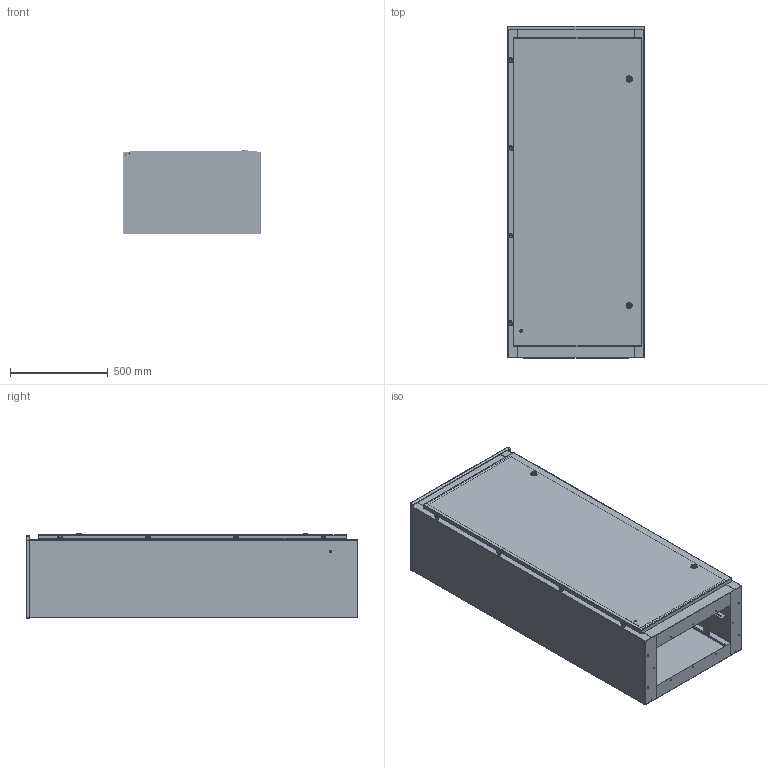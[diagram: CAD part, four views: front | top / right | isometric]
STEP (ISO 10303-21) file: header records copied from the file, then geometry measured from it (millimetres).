
FILE_DESCRIPTION (( 'STEP AP214' ), '1' );
FILE_NAME ('ØÐÑ-3 IP30.STEP', '2020-12-07T13:07:55', ( '' ), ( '' ), 'SwSTEP 2.0', 'SolidWorks 2019', '' );
FILE_SCHEMA (( 'AUTOMOTIVE_DESIGN' ));
Length unit declared in the file: millimetre
Products named in the file (24): Øàéáà êðîâåëüíàÿ 7õ19; ÌÈ-547.01.01.002-Øâåëëåð; ﾌﾈ-547.00.00.002 ﾊ煇鳫; ﾌﾈ-547.02.00.001-ﾄ粢; ÌÈ-547.01.00.001-Ïåðåìû÷êà âåðõíÿÿ; hex flange nut_din_Hexagon Flange Nut DIN 6923 - M6 - N; ÌÈ-547.01.02.001-Ñòåíêà ëåâàÿ; ﾘ; ÌÈ-547.01.00.002-Ïåðåìû÷êà íèæíÿÿ; ÌÈ-547.01.00.000-Êîðïóñ â ñáîðå; ÌÈ-547.00.00.003 Øâåëëåð; ÌÈ-547.01.01.000-Ñòåíêà ïðàâàÿ â ñáîðå; Ïåòëÿ îêîííàÿ; Íàâåñêà îêîííàÿ; pan head cross recess screw_din_DIN EN ISO 7045 - M6 x 16 - Z - 16N; ÌÈ-547.00.00.001 Óãîëîê ìîíòàæíûé; ÌÈ-547.01.00.003-Ñòåíêà çàäíÿÿ; 倘-547.01.00.004-署赅; ÌÈ-547.02.00.000-Äâåðü â ñáîðå_Œˆ-547.02.00.000-01 „¢¥àì ¢ á¡®à¥; Øïèëüêà ïðèâàðíàÿ Ì6õ12; ÌÈ-547.01.02.000-Ñòåíêà ëåâàÿ â ñáîðå; Çàìîê áîëüøîé; ﾘﾐﾑ-3 IP30; ÌÈ-547.01.01.001-Ñòåíêà ïðàâàÿ
Assembly tree (99 placements, depth 4):
  ﾘﾐﾑ-3 IP30
    ÌÈ-547.01.00.000-Êîðïóñ â ñáîðå
      ÌÈ-547.01.00.003-Ñòåíêà çàäíÿÿ
      ÌÈ-547.01.01.000-Ñòåíêà ïðàâàÿ â ñáîðå
        ÌÈ-547.01.01.001-Ñòåíêà ïðàâàÿ
        ÌÈ-547.01.01.002-Øâåëëåð  x3
      ÌÈ-547.01.02.000-Ñòåíêà ëåâàÿ â ñáîðå
        ÌÈ-547.01.02.001-Ñòåíêà ëåâàÿ
        ÌÈ-547.01.01.002-Øâåëëåð  x3
        Øïèëüêà ïðèâàðíàÿ Ì6õ12
      ÌÈ-547.01.00.001-Ïåðåìû÷êà âåðõíÿÿ
      ÌÈ-547.01.00.002-Ïåðåìû÷êà íèæíÿÿ
      倘-547.01.00.004-署赅
    ÌÈ-547.02.00.000-Äâåðü â ñáîðå_Œˆ-547.02.00.000-01 „¢¥àì ¢ á¡®à¥
      ﾌﾈ-547.02.00.001-ﾄ粢
      Øïèëüêà ïðèâàðíàÿ Ì6õ12
      Çàìîê áîëüøîé  x2
    Ïåòëÿ îêîííàÿ  x4
    Íàâåñêà îêîííàÿ  x4
    ﾘ  x4
    hex flange nut_din_Hexagon Flange Nut DIN 6923 - M6 - N  x32
    Øàéáà êðîâåëüíàÿ 7õ19  x8
    ÌÈ-547.00.00.001 Óãîëîê ìîíòàæíûé  x2
    ﾌﾈ-547.00.00.002 ﾊ煇鳫  x2
    ÌÈ-547.00.00.003 Øâåëëåð  x4
    pan head cross recess screw_din_DIN EN ISO 7045 - M6 x 16 - Z - 16N  x18
Bounding box: 705 x 1700.3 x 431.8 mm (x, y, z)
Volume: 5357900.3 mm3; surface area: 10763193.8 mm2
Topology: 95 solids, 105 shells, 4581 faces, 11625 edges, 7288 vertices
Faces by surface type: plane 2063, cylinder 1580, cone 500, bspline 210, torus 192, sphere 36
Entity records: 43505 total; most frequent: CARTESIAN_POINT 8391, DIRECTION 7278, ORIENTED_EDGE 6834, EDGE_CURVE 3417, AXIS2_PLACEMENT_3D 2549, VECTOR 2180, LINE 2180, VERTEX_POINT 2174
